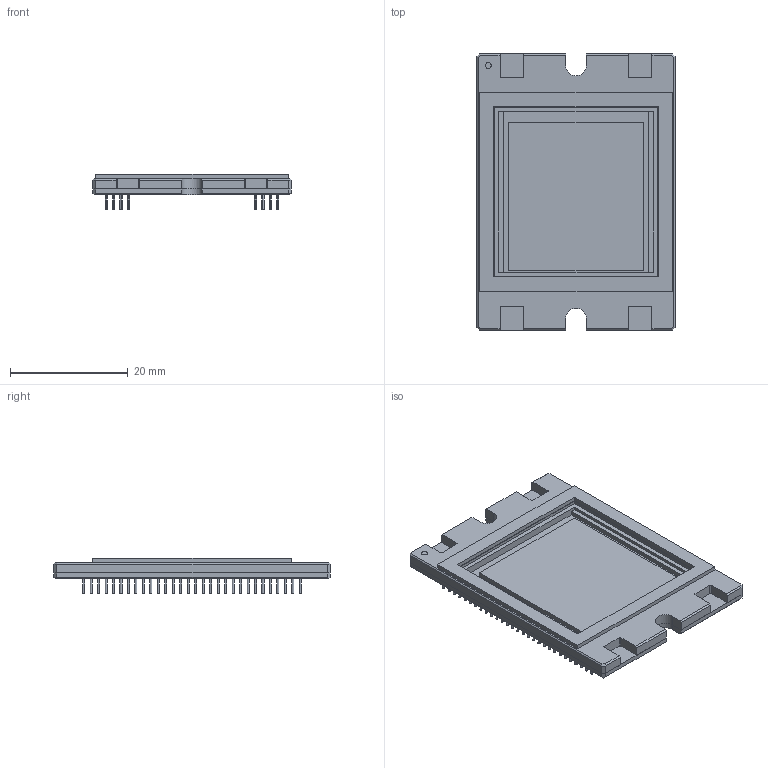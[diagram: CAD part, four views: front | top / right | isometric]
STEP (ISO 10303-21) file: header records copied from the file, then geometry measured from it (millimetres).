
FILE_DESCRIPTION((''),'2;1');
FILE_NAME('CMOSIS_CMV12000.stp','2013-02-07T13:37:49',(''),(''),'Mechanical Desktop 2011','Mechanical Desktop 2011',', , ');
FILE_SCHEMA(('AUTOMOTIVE_DESIGN { 1 2 10303 214 1 1 1 1 }'));
Length unit declared in the file: millimetre
Products named in the file (1): Product
Bounding box: 33.8 x 47 x 5.95 mm (x, y, z)
Volume: 3614.1 mm3; surface area: 8139.9 mm2
Topology: 242 solids, 242 shells, 1066 faces, 1728 edges, 1150 vertices
Faces by surface type: plane 574, cylinder 489, bspline 3
Entity records: 24733 total; most frequent: DIRECTION 4836, CARTESIAN_POINT 3966, ORIENTED_EDGE 3452, AXIS2_PLACEMENT_3D 2044, EDGE_CURVE 1726, VERTEX_POINT 1146, EDGE_LOOP 1072, FACE_OUTER_BOUND 1066
